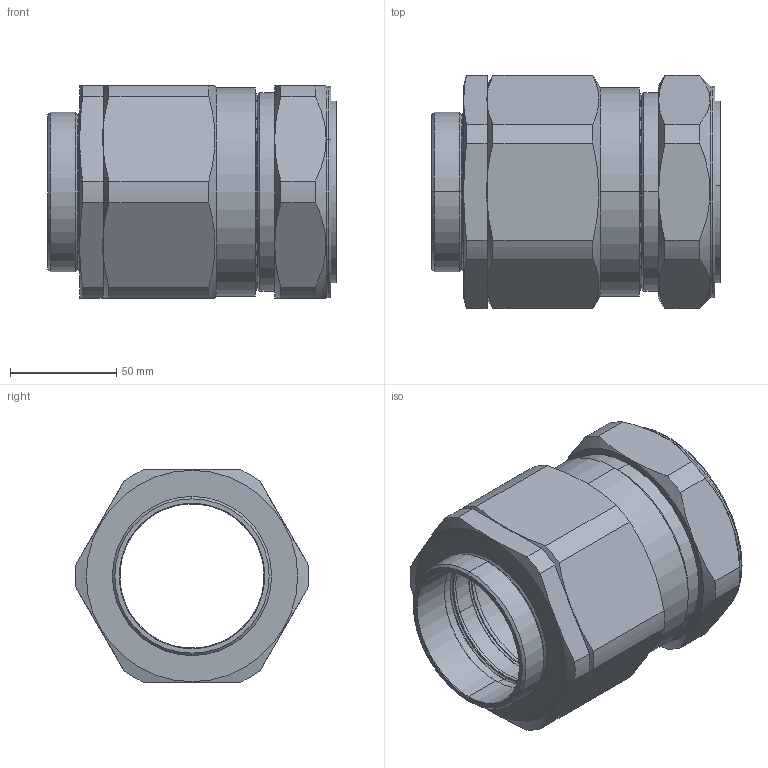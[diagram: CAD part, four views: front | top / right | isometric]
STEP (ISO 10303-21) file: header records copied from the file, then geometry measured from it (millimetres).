
FILE_DESCRIPTION (( 'STEP AP203' ), '1' );
FILE_NAME ('75T3CDS1RA.STEP', '2019-12-03T11:17:43', ( '' ), ( '' ), 'SwSTEP 2.0', 'SolidWorks 2017', '' );
FILE_SCHEMA (( 'CONFIG_CONTROL_DESIGN' ));
Length unit declared in the file: millimetre
Products named in the file (1): 75T3CDS1RA
Bounding box: 135.95 x 109.95 x 100 mm (x, y, z)
Surface area: 100044.2 mm2 (no closed solid volume)
Topology: 0 solids, 15 shells, 144 faces, 354 edges, 222 vertices
Faces by surface type: cone 54, cylinder 50, plane 30, torus 10
Entity records: 4623 total; most frequent: CARTESIAN_POINT 1117, DIRECTION 786, ORIENTED_EDGE 644, EDGE_CURVE 354, AXIS2_PLACEMENT_3D 335, VERTEX_POINT 222, CIRCLE 190, EDGE_LOOP 156
